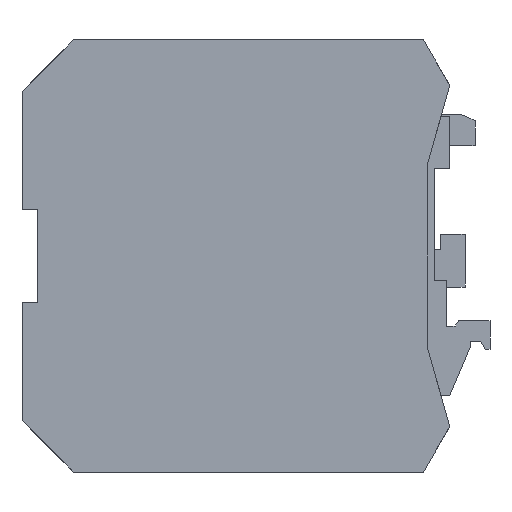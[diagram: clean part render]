
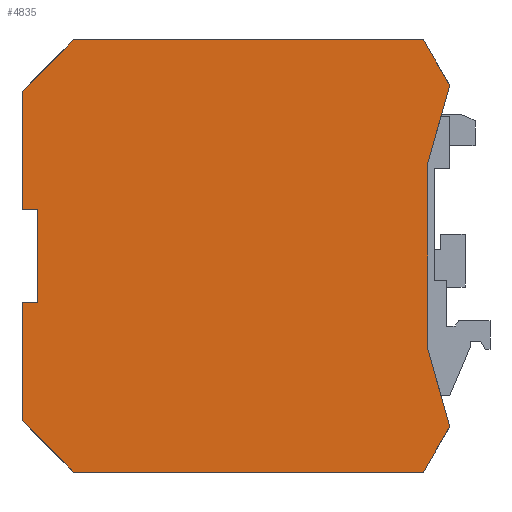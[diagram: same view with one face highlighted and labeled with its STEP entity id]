
A CAD part, left-side view. The second image highlights one B-rep face of the part: STEP entity #4835.
In plain terms, the highlighted planar face has unit normal (-1, 0, 0).
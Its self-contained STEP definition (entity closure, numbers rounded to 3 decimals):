
#1514=DIRECTION('',(0.,-0.707,-0.707));
#1515=VECTOR('',#1514,11.667);
#1516=CARTESIAN_POINT('',(0.,68.8,8.25));
#1517=LINE('',#1516,#1515);
#1518=DIRECTION('',(0.,0.,-1.));
#1519=VECTOR('',#1518,19.);
#1520=CARTESIAN_POINT('',(0.,68.8,27.25));
#1521=LINE('',#1520,#1519);
#1522=DIRECTION('',(0.,1.,0.));
#1523=VECTOR('',#1522,2.5);
#1524=CARTESIAN_POINT('',(0.,66.3,27.25));
#1525=LINE('',#1524,#1523);
#1526=DIRECTION('',(0.,0.,-1.));
#1527=VECTOR('',#1526,15.);
#1528=CARTESIAN_POINT('',(0.,66.3,42.25));
#1529=LINE('',#1528,#1527);
#1530=DIRECTION('',(0.,-1.,0.));
#1531=VECTOR('',#1530,2.5);
#1532=CARTESIAN_POINT('',(0.,68.8,42.25));
#1533=LINE('',#1532,#1531);
#1534=DIRECTION('',(0.,0.,-1.));
#1535=VECTOR('',#1534,19.);
#1536=CARTESIAN_POINT('',(0.,68.8,61.25));
#1537=LINE('',#1536,#1535);
#1538=DIRECTION('',(0.,0.707,-0.707));
#1539=VECTOR('',#1538,11.667);
#1540=CARTESIAN_POINT('',(0.,60.55,69.5));
#1541=LINE('',#1540,#1539);
#1542=DIRECTION('',(0.,1.,0.));
#1543=VECTOR('',#1542,56.3);
#1544=CARTESIAN_POINT('',(0.,4.25,69.5));
#1545=LINE('',#1544,#1543);
#1546=DIRECTION('',(0.,0.506,0.863));
#1547=VECTOR('',#1546,8.404);
#1548=CARTESIAN_POINT('',(0.,0.,62.25));
#1549=LINE('',#1548,#1547);
#1550=DIRECTION('',(0.,-0.27,0.963));
#1551=VECTOR('',#1550,12.981);
#1552=CARTESIAN_POINT('',(0.,3.5,49.75));
#1553=LINE('',#1552,#1551);
#1554=DIRECTION('',(0.,0.,1.));
#1555=VECTOR('',#1554,30.);
#1556=CARTESIAN_POINT('',(0.,3.5,19.75));
#1557=LINE('',#1556,#1555);
#1558=DIRECTION('',(0.,0.27,0.963));
#1559=VECTOR('',#1558,12.981);
#1560=CARTESIAN_POINT('',(0.,0.,7.25));
#1561=LINE('',#1560,#1559);
#1562=DIRECTION('',(0.,-0.506,0.863));
#1563=VECTOR('',#1562,8.404);
#1564=CARTESIAN_POINT('',(0.,4.25,0.));
#1565=LINE('',#1564,#1563);
#1566=DIRECTION('',(0.,-1.,0.));
#1567=VECTOR('',#1566,56.3);
#1568=CARTESIAN_POINT('',(0.,60.55,0.));
#1569=LINE('',#1568,#1567);
#2109=CARTESIAN_POINT('',(0.,68.8,8.25));
#2110=CARTESIAN_POINT('',(0.,60.55,0.));
#2111=VERTEX_POINT('',#2109);
#2112=VERTEX_POINT('',#2110);
#2113=CARTESIAN_POINT('',(0.,4.25,0.));
#2114=VERTEX_POINT('',#2113);
#2115=CARTESIAN_POINT('',(0.,0.,7.25));
#2116=VERTEX_POINT('',#2115);
#2117=CARTESIAN_POINT('',(0.,3.5,19.75));
#2118=VERTEX_POINT('',#2117);
#2119=CARTESIAN_POINT('',(0.,3.5,49.75));
#2120=VERTEX_POINT('',#2119);
#2121=CARTESIAN_POINT('',(0.,0.,62.25));
#2122=VERTEX_POINT('',#2121);
#2123=CARTESIAN_POINT('',(0.,4.25,69.5));
#2124=VERTEX_POINT('',#2123);
#2125=CARTESIAN_POINT('',(0.,60.55,69.5));
#2126=VERTEX_POINT('',#2125);
#2127=CARTESIAN_POINT('',(0.,68.8,61.25));
#2128=VERTEX_POINT('',#2127);
#2129=CARTESIAN_POINT('',(0.,68.8,42.25));
#2130=VERTEX_POINT('',#2129);
#2131=CARTESIAN_POINT('',(0.,66.3,42.25));
#2132=VERTEX_POINT('',#2131);
#2133=CARTESIAN_POINT('',(0.,66.3,27.25));
#2134=VERTEX_POINT('',#2133);
#2135=CARTESIAN_POINT('',(0.,68.8,27.25));
#2136=VERTEX_POINT('',#2135);
#4810=CARTESIAN_POINT('',(0.,0.,0.));
#4811=DIRECTION('',(-1.,0.,0.));
#4812=DIRECTION('',(0.,0.,1.));
#4813=AXIS2_PLACEMENT_3D('',#4810,#4811,#4812);
#4814=PLANE('',#4813);
#4816=ORIENTED_EDGE('',*,*,#4815,.F.);
#4817=ORIENTED_EDGE('',*,*,#4801,.F.);
#4818=ORIENTED_EDGE('',*,*,#3247,.F.);
#4819=ORIENTED_EDGE('',*,*,#3276,.F.);
#4820=ORIENTED_EDGE('',*,*,#3290,.F.);
#4821=ORIENTED_EDGE('',*,*,#3306,.F.);
#4822=ORIENTED_EDGE('',*,*,#3327,.F.);
#4823=ORIENTED_EDGE('',*,*,#3397,.F.);
#4824=ORIENTED_EDGE('',*,*,#3420,.F.);
#4826=ORIENTED_EDGE('',*,*,#4825,.F.);
#4828=ORIENTED_EDGE('',*,*,#4827,.F.);
#4830=ORIENTED_EDGE('',*,*,#4829,.F.);
#4831=ORIENTED_EDGE('',*,*,#3847,.F.);
#4832=ORIENTED_EDGE('',*,*,#3866,.F.);
#4833=EDGE_LOOP('',(#4816,#4817,#4818,#4819,#4820,#4821,#4822,#4823,#4824,#4826,
#4828,#4830,#4831,#4832));
#4834=FACE_OUTER_BOUND('',#4833,.F.);
#3247=EDGE_CURVE('',#2134,#2136,#1525,.T.);
#3276=EDGE_CURVE('',#2132,#2134,#1529,.T.);
#3290=EDGE_CURVE('',#2130,#2132,#1533,.T.);
#3306=EDGE_CURVE('',#2128,#2130,#1537,.T.);
#3327=EDGE_CURVE('',#2126,#2128,#1541,.T.);
#3397=EDGE_CURVE('',#2124,#2126,#1545,.T.);
#3420=EDGE_CURVE('',#2122,#2124,#1549,.T.);
#3847=EDGE_CURVE('',#2114,#2116,#1565,.T.);
#3866=EDGE_CURVE('',#2112,#2114,#1569,.T.);
#4801=EDGE_CURVE('',#2136,#2111,#1521,.T.);
#4815=EDGE_CURVE('',#2111,#2112,#1517,.T.);
#4825=EDGE_CURVE('',#2120,#2122,#1553,.T.);
#4827=EDGE_CURVE('',#2118,#2120,#1557,.T.);
#4829=EDGE_CURVE('',#2116,#2118,#1561,.T.);
#4835=ADVANCED_FACE('',(#4834),#4814,.T.);
